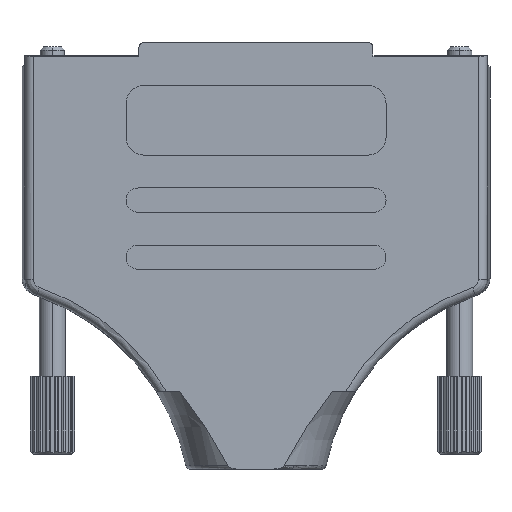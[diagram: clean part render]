
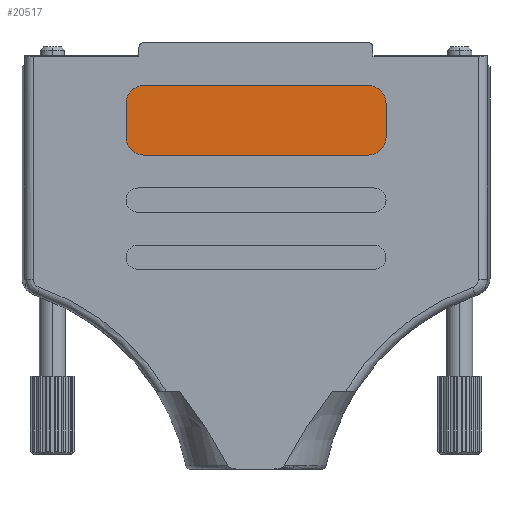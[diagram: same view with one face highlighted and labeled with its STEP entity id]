
A CAD part, front view. The second image highlights one B-rep face of the part: STEP entity #20517.
In plain terms, the highlighted planar face has unit normal (0, -1, 0).
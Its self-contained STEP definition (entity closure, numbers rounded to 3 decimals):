
#471 = CIRCLE ( 'NONE', #16318, 2. ) ;
#859 = CARTESIAN_POINT ( 'NONE',  ( -15., -7.1, -5.8 ) ) ;
#1093 = VERTEX_POINT ( 'NONE', #15623 ) ;
#1110 = CARTESIAN_POINT ( 'NONE',  ( -13., -7.1, -3.8 ) ) ;
#1218 = AXIS2_PLACEMENT_3D ( 'NONE', #15828, #23401, #10269 ) ;
#2142 = PLANE ( 'NONE',  #13969 ) ;
#3542 = CARTESIAN_POINT ( 'NONE',  ( 15., -7.1, -5.8 ) ) ;
#4082 = ORIENTED_EDGE ( 'NONE', *, *, #17950, .T. ) ;
#4287 = CARTESIAN_POINT ( 'NONE',  ( -13., -7.1, -9.8 ) ) ;
#4586 = CARTESIAN_POINT ( 'NONE',  ( 15., -7.1, -5.8 ) ) ;
#6440 = CARTESIAN_POINT ( 'NONE',  ( 13., -7.1, -3.8 ) ) ;
#6567 = DIRECTION ( 'NONE',  ( 0., 0., 1. ) ) ;
#7227 = ORIENTED_EDGE ( 'NONE', *, *, #18139, .T. ) ;
#7374 = VERTEX_POINT ( 'NONE', #9830 ) ;
#7405 = CARTESIAN_POINT ( 'NONE',  ( 13., -7.1, -11.8 ) ) ;
#7705 = CARTESIAN_POINT ( 'NONE',  ( 15., -7.1, -9.8 ) ) ;
#7946 = VERTEX_POINT ( 'NONE', #3542 ) ;
#8099 = EDGE_CURVE ( 'NONE', #7946, #12612, #21864, .T. ) ;
#8246 = DIRECTION ( 'NONE',  ( 0., 0., 1. ) ) ;
#8720 = VERTEX_POINT ( 'NONE', #18189 ) ;
#9041 = CARTESIAN_POINT ( 'NONE',  ( -15., -7.1, -9.8 ) ) ;
#9830 = CARTESIAN_POINT ( 'NONE',  ( -13., -7.1, -11.8 ) ) ;
#9860 = CARTESIAN_POINT ( 'NONE',  ( 13., -7.1, -5.8 ) ) ;
#9949 = DIRECTION ( 'NONE',  ( 0., 1., 0. ) ) ;
#10269 = DIRECTION ( 'NONE',  ( 0., 0., -1. ) ) ;
#10465 = VECTOR ( 'NONE', #6567, 1000. ) ;
#11525 = CARTESIAN_POINT ( 'NONE',  ( 13., -7.1, -9.8 ) ) ;
#11636 = AXIS2_PLACEMENT_3D ( 'NONE', #11525, #17229, #19202 ) ;
#11678 = CARTESIAN_POINT ( 'NONE',  ( 13., -7.1, -5.8 ) ) ;
#11911 = CIRCLE ( 'NONE', #1218, 2. ) ;
#12612 = VERTEX_POINT ( 'NONE', #6440 ) ;
#12742 = LINE ( 'NONE', #14705, #24276 ) ;
#13299 = DIRECTION ( 'NONE',  ( 0., 0., 1. ) ) ;
#13591 = DIRECTION ( 'NONE',  ( 0., 0., 1. ) ) ;
#13969 = AXIS2_PLACEMENT_3D ( 'NONE', #11678, #9949, #13299 ) ;
#14003 = LINE ( 'NONE', #4586, #10465 ) ;
#14239 = LINE ( 'NONE', #859, #19536 ) ;
#14278 = EDGE_CURVE ( 'NONE', #8720, #1093, #11911, .T. ) ;
#14340 = AXIS2_PLACEMENT_3D ( 'NONE', #9860, #22984, #8246 ) ;
#14705 = CARTESIAN_POINT ( 'NONE',  ( -13., -7.1, -11.8 ) ) ;
#15623 = CARTESIAN_POINT ( 'NONE',  ( -15., -7.1, -5.8 ) ) ;
#15696 = VERTEX_POINT ( 'NONE', #9041 ) ;
#15771 = EDGE_CURVE ( 'NONE', #15696, #7374, #471, .T. ) ;
#15828 = CARTESIAN_POINT ( 'NONE',  ( -13., -7.1, -5.8 ) ) ;
#15983 = DIRECTION ( 'NONE',  ( -1., 0., 0. ) ) ;
#16318 = AXIS2_PLACEMENT_3D ( 'NONE', #4287, #19392, #13591 ) ;
#16501 = EDGE_LOOP ( 'NONE', ( #16740, #24539, #18702, #17215, #17219, #19061, #4082, #7227 ) ) ;
#16740 = ORIENTED_EDGE ( 'NONE', *, *, #8099, .T. ) ;
#17215 = ORIENTED_EDGE ( 'NONE', *, *, #18024, .T. ) ;
#17219 = ORIENTED_EDGE ( 'NONE', *, *, #15771, .T. ) ;
#17229 = DIRECTION ( 'NONE',  ( 0., -1., 0. ) ) ;
#17491 = FACE_OUTER_BOUND ( 'NONE', #16501, .T. ) ;
#17950 = EDGE_CURVE ( 'NONE', #18829, #19273, #22329, .T. ) ;
#18024 = EDGE_CURVE ( 'NONE', #1093, #15696, #14239, .T. ) ;
#18139 = EDGE_CURVE ( 'NONE', #19273, #7946, #14003, .T. ) ;
#18189 = CARTESIAN_POINT ( 'NONE',  ( -13., -7.1, -3.8 ) ) ;
#18702 = ORIENTED_EDGE ( 'NONE', *, *, #14278, .T. ) ;
#18829 = VERTEX_POINT ( 'NONE', #7405 ) ;
#19061 = ORIENTED_EDGE ( 'NONE', *, *, #20094, .T. ) ;
#19202 = DIRECTION ( 'NONE',  ( 0., 0., 1. ) ) ;
#19273 = VERTEX_POINT ( 'NONE', #7705 ) ;
#19392 = DIRECTION ( 'NONE',  ( 0., -1., 0. ) ) ;
#19536 = VECTOR ( 'NONE', #19944, 1000. ) ;
#19944 = DIRECTION ( 'NONE',  ( 0., 0., -1. ) ) ;
#20094 = EDGE_CURVE ( 'NONE', #7374, #18829, #12742, .T. ) ;
#20517 = ADVANCED_FACE ( 'NONE', ( #17491 ), #2142, .F. ) ;
#21571 = LINE ( 'NONE', #1110, #22012 ) ;
#21864 = CIRCLE ( 'NONE', #14340, 2. ) ;
#22012 = VECTOR ( 'NONE', #15983, 1000. ) ;
#22284 = DIRECTION ( 'NONE',  ( 1., 0., 0. ) ) ;
#22329 = CIRCLE ( 'NONE', #11636, 2. ) ;
#22984 = DIRECTION ( 'NONE',  ( 0., -1., 0. ) ) ;
#23401 = DIRECTION ( 'NONE',  ( 0., -1., 0. ) ) ;
#24276 = VECTOR ( 'NONE', #22284, 1000. ) ;
#24501 = EDGE_CURVE ( 'NONE', #12612, #8720, #21571, .T. ) ;
#24539 = ORIENTED_EDGE ( 'NONE', *, *, #24501, .T. ) ;
